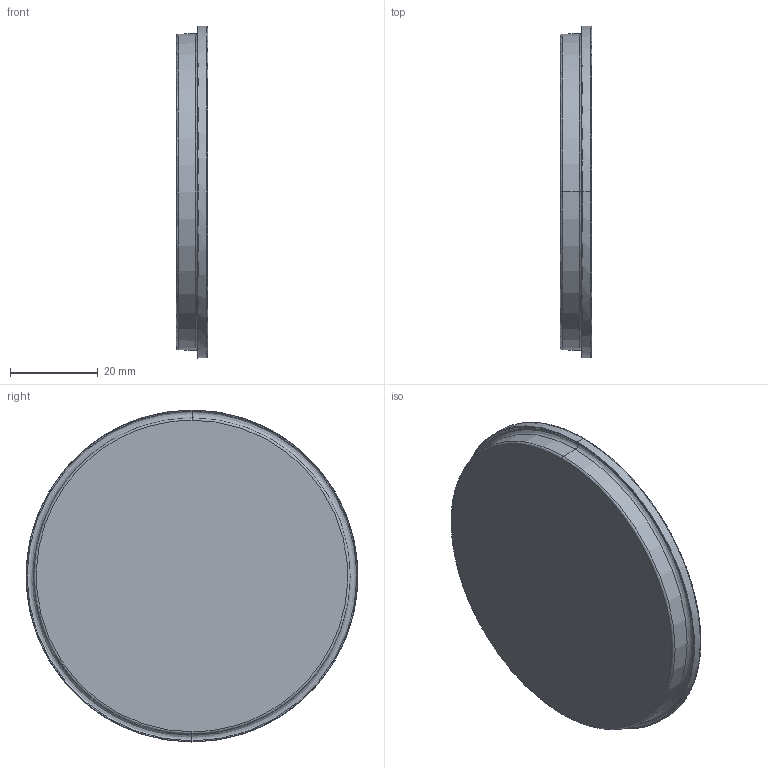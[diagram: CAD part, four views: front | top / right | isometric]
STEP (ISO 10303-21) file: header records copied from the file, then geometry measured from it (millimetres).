
FILE_DESCRIPTION (( 'STEP AP203' ), '1' );
FILE_NAME ('33103_Default_sldprt.STEP', '2025-12-17T08:34:14', ( '' ), ( '' ), 'SwSTEP 2.0', 'SolidWorks 2020', '' );
FILE_SCHEMA (( 'CONFIG_CONTROL_DESIGN' ));
Length unit declared in the file: centimetre
Products named in the file (1): 33103_Default_sldprt
Bounding box: 7.12 x 75.53 x 75.6 mm (x, y, z)
Volume: 29802.8 mm3; surface area: 10656.9 mm2
Topology: 1 solids, 1 shells, 42 faces, 88 edges, 53 vertices
Faces by surface type: cylinder 18, bspline 17, cone 4, plane 3
Entity records: 2298 total; most frequent: CARTESIAN_POINT 1381, ORIENTED_EDGE 176, DIRECTION 174, EDGE_CURVE 88, AXIS2_PLACEMENT_3D 76, VERTEX_POINT 53, CIRCLE 50, EDGE_LOOP 47
